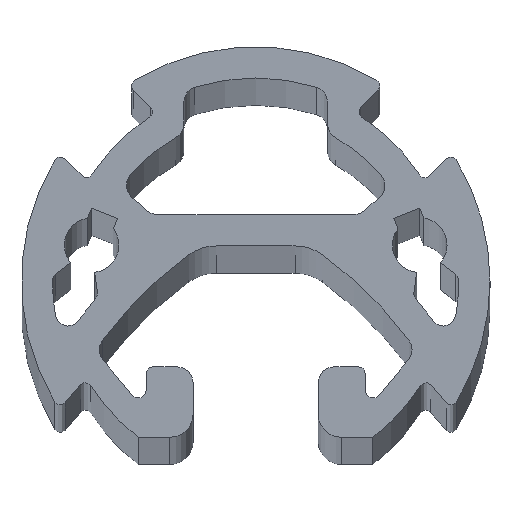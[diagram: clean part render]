
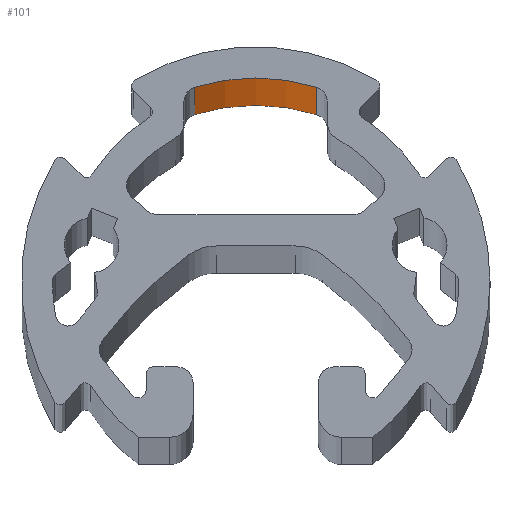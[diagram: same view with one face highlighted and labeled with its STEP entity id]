
A CAD part, top view. The second image highlights one B-rep face of the part: STEP entity #101.
In plain terms, the highlighted cylindrical face has radius 13 mm (diameter 26 mm), a partial arc.
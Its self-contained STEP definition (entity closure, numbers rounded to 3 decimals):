
#58 = CIRCLE ( 'NONE', #2383, 13. ) ;
#101 = ADVANCED_FACE ( 'NONE', ( #1123 ), #341, .F. ) ;
#125 = DIRECTION ( 'NONE',  ( 0., 0., -1. ) ) ;
#167 = AXIS2_PLACEMENT_3D ( 'NONE', #606, #1431, #2518 ) ;
#341 = CYLINDRICAL_SURFACE ( 'NONE', #167, 13. ) ;
#373 = LINE ( 'NONE', #3381, #681 ) ;
#374 = ORIENTED_EDGE ( 'NONE', *, *, #1056, .F. ) ;
#411 = AXIS2_PLACEMENT_3D ( 'NONE', #2563, #125, #1515 ) ;
#478 = EDGE_CURVE ( 'NONE', #881, #3195, #58, .T. ) ;
#606 = CARTESIAN_POINT ( 'NONE',  ( 0., 0., 0. ) ) ;
#681 = VECTOR ( 'NONE', #1198, 1000. ) ;
#704 = CARTESIAN_POINT ( 'NONE',  ( -3.9, 12.401, 500. ) ) ;
#861 = ORIENTED_EDGE ( 'NONE', *, *, #478, .F. ) ;
#881 = VERTEX_POINT ( 'NONE', #704 ) ;
#1056 = EDGE_CURVE ( 'NONE', #1080, #881, #373, .T. ) ;
#1080 = VERTEX_POINT ( 'NONE', #2553 ) ;
#1123 = FACE_OUTER_BOUND ( 'NONE', #2976, .T. ) ;
#1198 = DIRECTION ( 'NONE',  ( 0., 0., 1. ) ) ;
#1267 = LINE ( 'NONE', #2627, #1374 ) ;
#1374 = VECTOR ( 'NONE', #3151, 1000. ) ;
#1431 = DIRECTION ( 'NONE',  ( 0., 0., 1. ) ) ;
#1479 = EDGE_CURVE ( 'NONE', #1080, #2277, #3088, .T. ) ;
#1515 = DIRECTION ( 'NONE',  ( -1., 0., 0. ) ) ;
#1528 = EDGE_CURVE ( 'NONE', #2277, #3195, #1267, .T. ) ;
#1823 = CARTESIAN_POINT ( 'NONE',  ( 3.9, 12.401, -500. ) ) ;
#1848 = CARTESIAN_POINT ( 'NONE',  ( 0., 0., 500. ) ) ;
#2081 = CARTESIAN_POINT ( 'NONE',  ( 3.9, 12.401, 500. ) ) ;
#2277 = VERTEX_POINT ( 'NONE', #1823 ) ;
#2383 = AXIS2_PLACEMENT_3D ( 'NONE', #1848, #2934, #3208 ) ;
#2518 = DIRECTION ( 'NONE',  ( 1., 0., 0. ) ) ;
#2553 = CARTESIAN_POINT ( 'NONE',  ( -3.9, 12.401, -500. ) ) ;
#2563 = CARTESIAN_POINT ( 'NONE',  ( 0., 0., -500. ) ) ;
#2627 = CARTESIAN_POINT ( 'NONE',  ( 3.9, 12.401, 0. ) ) ;
#2897 = ORIENTED_EDGE ( 'NONE', *, *, #1479, .T. ) ;
#2934 = DIRECTION ( 'NONE',  ( 0., 0., -1. ) ) ;
#2976 = EDGE_LOOP ( 'NONE', ( #861, #374, #2897, #3470 ) ) ;
#3088 = CIRCLE ( 'NONE', #411, 13. ) ;
#3151 = DIRECTION ( 'NONE',  ( 0., 0., 1. ) ) ;
#3195 = VERTEX_POINT ( 'NONE', #2081 ) ;
#3208 = DIRECTION ( 'NONE',  ( 1., 0., 0. ) ) ;
#3381 = CARTESIAN_POINT ( 'NONE',  ( -3.9, 12.401, 0. ) ) ;
#3470 = ORIENTED_EDGE ( 'NONE', *, *, #1528, .T. ) ;
